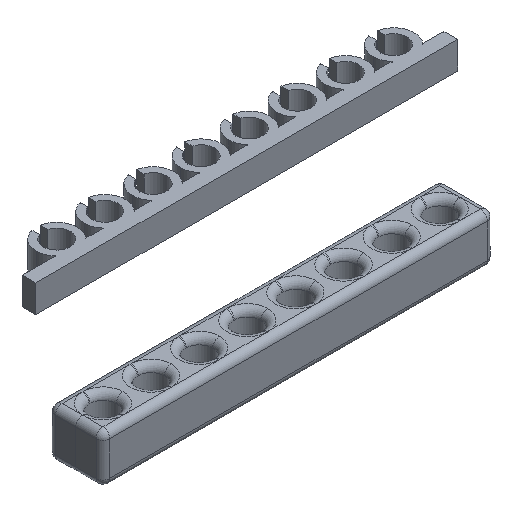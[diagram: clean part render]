
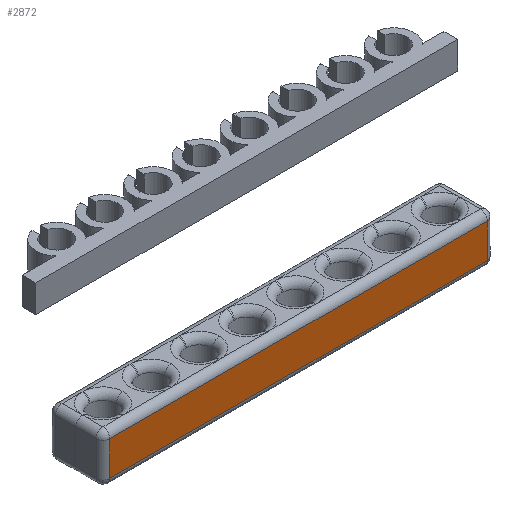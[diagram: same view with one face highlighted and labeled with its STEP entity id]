
A CAD part, isometric view. The second image highlights one B-rep face of the part: STEP entity #2872.
In plain terms, the highlighted planar face has unit normal (0, -1, 0).
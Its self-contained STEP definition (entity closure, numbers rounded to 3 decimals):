
#2833=CARTESIAN_POINT('',(0.004,-1.95,7.));
#2834=DIRECTION('',(0.,-1.,0.));
#2835=DIRECTION('',(0.,0.,-1.));
#2836=AXIS2_PLACEMENT_3D('',#2833,#2834,#2835);
#2837=PLANE('',#2836);
#2838=CARTESIAN_POINT('',(-0.95,-1.95,6.));
#2839=VERTEX_POINT('',#2838);
#2840=CARTESIAN_POINT('',(-0.95,-1.95,1.));
#2841=VERTEX_POINT('',#2840);
#2842=CARTESIAN_POINT('',(-0.95,-1.95,6.));
#2843=DIRECTION('',(0.,0.,-1.));
#2844=VECTOR('',#2843,5.);
#2845=LINE('',#2842,#2844);
#2846=EDGE_CURVE('',#2839,#2841,#2845,.T.);
#2847=ORIENTED_EDGE('',*,*,#2846,.T.);
#2848=CARTESIAN_POINT('',(53.95,-1.95,1.));
#2849=VERTEX_POINT('',#2848);
#2850=CARTESIAN_POINT('',(-0.95,-1.95,1.));
#2851=DIRECTION('',(1.,-0.,-0.));
#2852=VECTOR('',#2851,54.9);
#2853=LINE('',#2850,#2852);
#2854=EDGE_CURVE('',#2841,#2849,#2853,.T.);
#2855=ORIENTED_EDGE('',*,*,#2854,.T.);
#2856=CARTESIAN_POINT('',(53.95,-1.95,6.));
#2857=VERTEX_POINT('',#2856);
#2858=CARTESIAN_POINT('',(53.95,-1.95,1.));
#2859=DIRECTION('',(-0.,-0.,1.));
#2860=VECTOR('',#2859,5.);
#2861=LINE('',#2858,#2860);
#2862=EDGE_CURVE('',#2849,#2857,#2861,.T.);
#2863=ORIENTED_EDGE('',*,*,#2862,.T.);
#2864=CARTESIAN_POINT('',(53.95,-1.95,6.));
#2865=DIRECTION('',(-1.,0.,0.));
#2866=VECTOR('',#2865,54.9);
#2867=LINE('',#2864,#2866);
#2868=EDGE_CURVE('',#2857,#2839,#2867,.T.);
#2869=ORIENTED_EDGE('',*,*,#2868,.T.);
#2870=EDGE_LOOP('',(#2847,#2855,#2863,#2869));
#2871=FACE_BOUND('',#2870,.T.);
#2872=ADVANCED_FACE('',(#2871),#2837,.T.);
